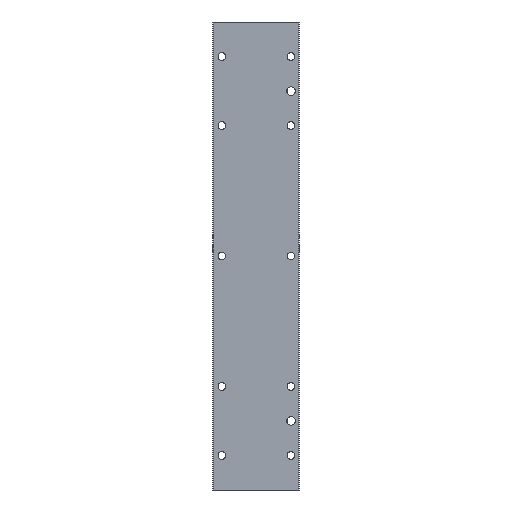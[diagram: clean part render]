
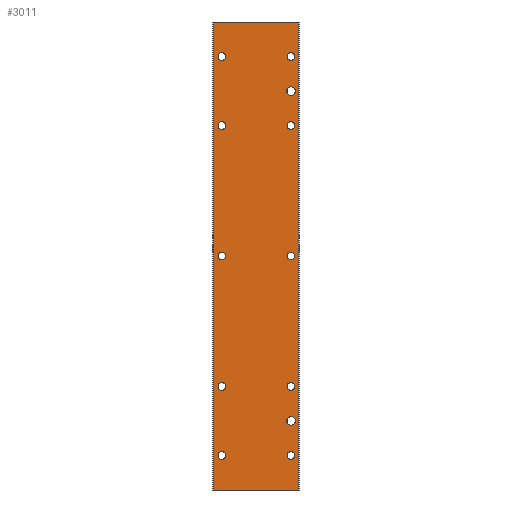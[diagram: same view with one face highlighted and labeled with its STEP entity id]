
A CAD part, left-side view. The second image highlights one B-rep face of the part: STEP entity #3011.
In plain terms, the highlighted planar face has unit normal (-1, 0, 0).
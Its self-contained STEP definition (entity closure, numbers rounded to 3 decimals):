
#79=CIRCLE('',#3244,2.25);
#80=CIRCLE('',#3245,2.25);
#81=CIRCLE('',#3246,2.25);
#82=CIRCLE('',#3247,2.25);
#83=CIRCLE('',#3248,2.25);
#84=CIRCLE('',#3249,2.25);
#85=CIRCLE('',#3250,2.25);
#86=CIRCLE('',#3251,2.25);
#87=CIRCLE('',#3252,2.25);
#88=CIRCLE('',#3253,2.25);
#89=CIRCLE('',#3254,2.5);
#90=CIRCLE('',#3255,2.5);
#582=ORIENTED_EDGE('',*,*,#1392,.T.);
#583=ORIENTED_EDGE('',*,*,#1393,.F.);
#584=ORIENTED_EDGE('',*,*,#1394,.F.);
#585=ORIENTED_EDGE('',*,*,#1395,.T.);
#586=ORIENTED_EDGE('',*,*,#1396,.T.);
#587=ORIENTED_EDGE('',*,*,#1397,.T.);
#588=ORIENTED_EDGE('',*,*,#1398,.T.);
#589=ORIENTED_EDGE('',*,*,#1399,.T.);
#590=ORIENTED_EDGE('',*,*,#1400,.T.);
#591=ORIENTED_EDGE('',*,*,#1401,.T.);
#592=ORIENTED_EDGE('',*,*,#1402,.T.);
#593=ORIENTED_EDGE('',*,*,#1403,.T.);
#594=ORIENTED_EDGE('',*,*,#1404,.T.);
#595=ORIENTED_EDGE('',*,*,#1405,.F.);
#596=ORIENTED_EDGE('',*,*,#1406,.F.);
#597=ORIENTED_EDGE('',*,*,#1390,.T.);
#1390=EDGE_CURVE('',#1759,#1758,#2058,.T.);
#1392=EDGE_CURVE('',#1760,#1760,#79,.T.);
#1393=EDGE_CURVE('',#1761,#1761,#80,.T.);
#1394=EDGE_CURVE('',#1762,#1762,#81,.T.);
#1395=EDGE_CURVE('',#1763,#1763,#82,.T.);
#1396=EDGE_CURVE('',#1764,#1764,#83,.T.);
#1397=EDGE_CURVE('',#1765,#1765,#84,.T.);
#1398=EDGE_CURVE('',#1766,#1766,#85,.T.);
#1399=EDGE_CURVE('',#1767,#1767,#86,.T.);
#1400=EDGE_CURVE('',#1768,#1768,#87,.T.);
#1401=EDGE_CURVE('',#1769,#1769,#88,.T.);
#1402=EDGE_CURVE('',#1770,#1770,#89,.T.);
#1403=EDGE_CURVE('',#1771,#1771,#90,.T.);
#1404=EDGE_CURVE('',#1758,#1772,#2059,.T.);
#1405=EDGE_CURVE('',#1773,#1772,#2060,.T.);
#1406=EDGE_CURVE('',#1759,#1773,#2061,.T.);
#1758=VERTEX_POINT('',#4891);
#1759=VERTEX_POINT('',#4893);
#1760=VERTEX_POINT('',#4897);
#1761=VERTEX_POINT('',#4899);
#1762=VERTEX_POINT('',#4901);
#1763=VERTEX_POINT('',#4903);
#1764=VERTEX_POINT('',#4905);
#1765=VERTEX_POINT('',#4907);
#1766=VERTEX_POINT('',#4909);
#1767=VERTEX_POINT('',#4911);
#1768=VERTEX_POINT('',#4913);
#1769=VERTEX_POINT('',#4915);
#1770=VERTEX_POINT('',#4917);
#1771=VERTEX_POINT('',#4919);
#1772=VERTEX_POINT('',#4921);
#1773=VERTEX_POINT('',#4923);
#2058=LINE('',#4892,#2332);
#2059=LINE('',#4920,#2333);
#2060=LINE('',#4922,#2334);
#2061=LINE('',#4924,#2335);
#2332=VECTOR('',#3869,1000.);
#2333=VECTOR('',#3898,1000.);
#2334=VECTOR('',#3899,1000.);
#2335=VECTOR('',#3900,1000.);
#2501=EDGE_LOOP('',(#582));
#2502=EDGE_LOOP('',(#583));
#2503=EDGE_LOOP('',(#584));
#2504=EDGE_LOOP('',(#585));
#2505=EDGE_LOOP('',(#586));
#2506=EDGE_LOOP('',(#587));
#2507=EDGE_LOOP('',(#588));
#2508=EDGE_LOOP('',(#589));
#2509=EDGE_LOOP('',(#590));
#2510=EDGE_LOOP('',(#591));
#2511=EDGE_LOOP('',(#592));
#2512=EDGE_LOOP('',(#593));
#2513=EDGE_LOOP('',(#594,#595,#596,#597));
#2705=FACE_BOUND('',#2501,.T.);
#2706=FACE_BOUND('',#2502,.T.);
#2707=FACE_BOUND('',#2503,.T.);
#2708=FACE_BOUND('',#2504,.T.);
#2709=FACE_BOUND('',#2505,.T.);
#2710=FACE_BOUND('',#2506,.T.);
#2711=FACE_BOUND('',#2507,.T.);
#2712=FACE_BOUND('',#2508,.T.);
#2713=FACE_BOUND('',#2509,.T.);
#2714=FACE_BOUND('',#2510,.T.);
#2715=FACE_BOUND('',#2511,.T.);
#2716=FACE_BOUND('',#2512,.T.);
#2717=FACE_BOUND('',#2513,.T.);
#2894=PLANE('',#3243);
#3011=ADVANCED_FACE('',(#2705,#2706,#2707,#2708,#2709,#2710,#2711,#2712,
#2713,#2714,#2715,#2716,#2717),#2894,.F.);
#3243=AXIS2_PLACEMENT_3D('',#4895,#3872,#3873);
#3244=AXIS2_PLACEMENT_3D('',#4896,#3874,#3875);
#3245=AXIS2_PLACEMENT_3D('',#4898,#3876,#3877);
#3246=AXIS2_PLACEMENT_3D('',#4900,#3878,#3879);
#3247=AXIS2_PLACEMENT_3D('',#4902,#3880,#3881);
#3248=AXIS2_PLACEMENT_3D('',#4904,#3882,#3883);
#3249=AXIS2_PLACEMENT_3D('',#4906,#3884,#3885);
#3250=AXIS2_PLACEMENT_3D('',#4908,#3886,#3887);
#3251=AXIS2_PLACEMENT_3D('',#4910,#3888,#3889);
#3252=AXIS2_PLACEMENT_3D('',#4912,#3890,#3891);
#3253=AXIS2_PLACEMENT_3D('',#4914,#3892,#3893);
#3254=AXIS2_PLACEMENT_3D('',#4916,#3894,#3895);
#3255=AXIS2_PLACEMENT_3D('',#4918,#3896,#3897);
#3869=DIRECTION('',(0.,0.,1.));
#3872=DIRECTION('',(1.,0.,0.));
#3873=DIRECTION('',(0.,0.,-1.));
#3874=DIRECTION('',(1.,0.,0.));
#3875=DIRECTION('',(0.,0.,-1.));
#3876=DIRECTION('',(-1.,0.,0.));
#3877=DIRECTION('',(0.,0.,1.));
#3878=DIRECTION('',(-1.,0.,0.));
#3879=DIRECTION('',(0.,0.,1.));
#3880=DIRECTION('',(1.,0.,0.));
#3881=DIRECTION('',(0.,0.,-1.));
#3882=DIRECTION('',(1.,0.,0.));
#3883=DIRECTION('',(0.,0.,-1.));
#3884=DIRECTION('',(1.,0.,0.));
#3885=DIRECTION('',(0.,0.,-1.));
#3886=DIRECTION('',(1.,0.,0.));
#3887=DIRECTION('',(0.,0.,-1.));
#3888=DIRECTION('',(1.,0.,0.));
#3889=DIRECTION('',(0.,0.,-1.));
#3890=DIRECTION('',(1.,0.,0.));
#3891=DIRECTION('',(0.,0.,-1.));
#3892=DIRECTION('',(1.,0.,0.));
#3893=DIRECTION('',(0.,0.,-1.));
#3894=DIRECTION('',(1.,0.,0.));
#3895=DIRECTION('',(0.,0.,-1.));
#3896=DIRECTION('',(1.,0.,0.));
#3897=DIRECTION('',(0.,0.,-1.));
#3898=DIRECTION('',(0.,1.,0.));
#3899=DIRECTION('',(0.,0.,1.));
#3900=DIRECTION('',(0.,1.,0.));
#4891=CARTESIAN_POINT('',(0.,0.2,135.5));
#4892=CARTESIAN_POINT('',(0.,0.2,-135.5));
#4893=CARTESIAN_POINT('',(0.,0.2,-135.5));
#4895=CARTESIAN_POINT('',(0.,0.2,-135.5));
#4896=CARTESIAN_POINT('',(0.,4.75,0.));
#4897=CARTESIAN_POINT('',(0.,4.75,-2.25));
#4898=CARTESIAN_POINT('',(0.,4.75,115.5));
#4899=CARTESIAN_POINT('',(0.,4.75,117.75));
#4900=CARTESIAN_POINT('',(0.,4.75,75.5));
#4901=CARTESIAN_POINT('',(0.,4.75,77.75));
#4902=CARTESIAN_POINT('',(0.,4.75,-75.5));
#4903=CARTESIAN_POINT('',(0.,4.75,-77.75));
#4904=CARTESIAN_POINT('',(0.,4.75,-115.5));
#4905=CARTESIAN_POINT('',(0.,4.75,-117.75));
#4906=CARTESIAN_POINT('',(0.,44.75,0.));
#4907=CARTESIAN_POINT('',(0.,44.75,-2.25));
#4908=CARTESIAN_POINT('',(0.,44.75,75.5));
#4909=CARTESIAN_POINT('',(0.,44.75,73.25));
#4910=CARTESIAN_POINT('',(0.,44.75,115.5));
#4911=CARTESIAN_POINT('',(0.,44.75,113.25));
#4912=CARTESIAN_POINT('',(0.,44.75,-75.5));
#4913=CARTESIAN_POINT('',(0.,44.75,-77.75));
#4914=CARTESIAN_POINT('',(0.,44.75,-115.5));
#4915=CARTESIAN_POINT('',(0.,44.75,-117.75));
#4916=CARTESIAN_POINT('',(0.,4.75,95.5));
#4917=CARTESIAN_POINT('',(0.,4.75,93.));
#4918=CARTESIAN_POINT('',(0.,4.75,-95.5));
#4919=CARTESIAN_POINT('',(0.,4.75,-98.));
#4920=CARTESIAN_POINT('',(0.,0.2,135.5));
#4921=CARTESIAN_POINT('',(0.,49.8,135.5));
#4922=CARTESIAN_POINT('',(0.,49.8,-135.5));
#4923=CARTESIAN_POINT('',(0.,49.8,-135.5));
#4924=CARTESIAN_POINT('',(0.,0.2,-135.5));
